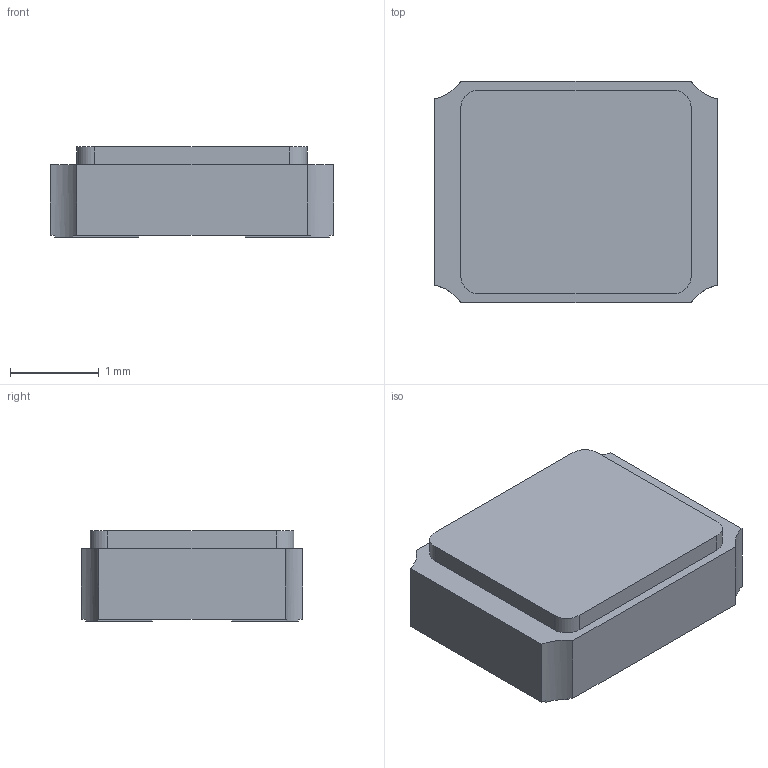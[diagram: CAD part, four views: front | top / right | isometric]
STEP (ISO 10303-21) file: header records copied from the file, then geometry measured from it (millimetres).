
FILE_DESCRIPTION( ( '' ), ' ' );
FILE_NAME( '5a8ed813d4dfca0ef3a8c808.step', '2018-02-22T14:47:47', ( '' ), ( '' ), ' ', ' ', ' ' );
FILE_SCHEMA( ( 'AUTOMOTIVE_DESIGN { 1 0 10303 214 1 1 1 1 }' ) );
Length unit declared in the file: metre
Products named in the file (1): Open CASCADE STEP translator 6.8 2
Bounding box: 3.2 x 2.5 x 1.02 mm (x, y, z)
Volume: 7.5 mm3; surface area: 26.6 mm2
Topology: 1 solids, 1 shells, 39 faces, 108 edges, 72 vertices
Faces by surface type: plane 31, cylinder 8
Entity records: 2114 total; most frequent: CARTESIAN_POINT 220, ORIENTED_EDGE 216, DIRECTION 212, STYLED_ITEM 147, PRESENTATION_STYLE_ASSIGNMENT 147, COLOUR_RGB 147, EDGE_CURVE 108, CURVE_STYLE 108
